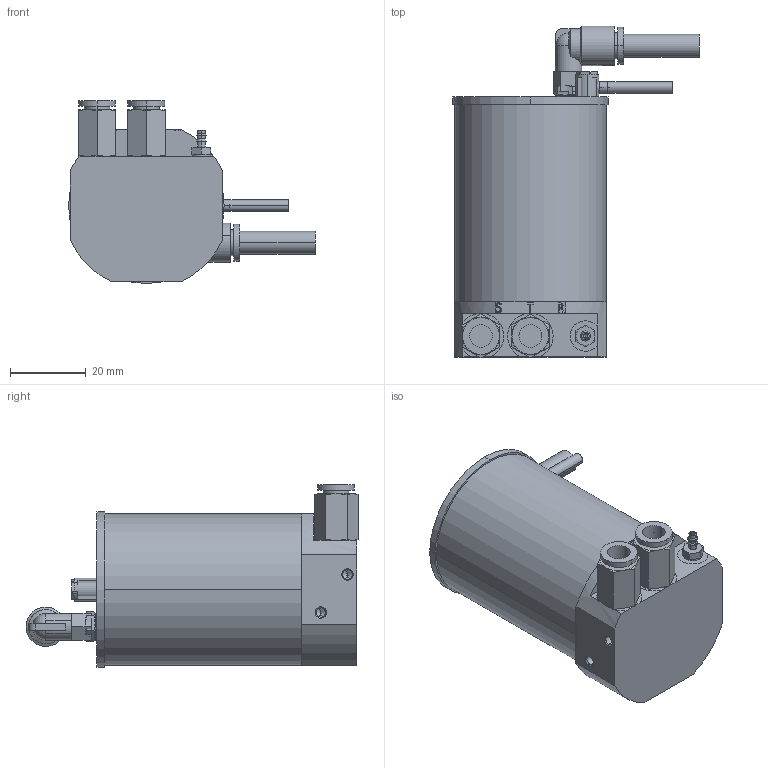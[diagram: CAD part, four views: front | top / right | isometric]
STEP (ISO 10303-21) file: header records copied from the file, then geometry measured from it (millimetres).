
FILE_DESCRIPTION(/* description */ ('VariCAD 2021-2.05 AP-203'),/* implementation_level */ '2;1');
FILE_NAME(/* name */ 'Bauraummodell_Braeker-Hydrauliktank_mit_integriertem_Filter.stp',/* time_stamp */ '2021-07-11T08:10:50+01:00',/* author */ (''),/* organization */ (''),/* preprocessor_version */ 'VariCAD 2021-2.05',/* originating_system */ 'VariCAD 2021-2.05; kernel version (20180118)',/* authorisation */ '');
FILE_SCHEMA(('CONFIG_CONTROL_DESIGN'));
Length unit declared in the file: millimetre
Products named in the file (11): Bauraummodell_Braeker-Hydrauliktank_mit_integriertem_Filter; gerade_Steckverschraubung; Schalldämpfer; Tankfuß; Stopfen; gerade Einschraubverbindung; Einschraubwinkel; Winkel Steckverschraubung
Assembly tree (10 placements, depth 2):
  Bauraummodell_Braeker-Hydrauliktank_mit_integriertem_Filter
    (unnamed)
    (unnamed)
    gerade_Steckverschraubung
    Schalldämpfer
    Tankfuß
    Stopfen
    gerade Einschraubverbindung
    gerade_Steckverschraubung
    Einschraubwinkel
    Winkel Steckverschraubung
Bounding box: 65.05 x 87.47 x 48.2 mm (x, y, z)
Volume: 89868.9 mm3; surface area: 17684.4 mm2
Topology: 10 solids, 10 shells, 457 faces, 1066 edges, 646 vertices
Faces by surface type: plane 164, cylinder 149, cone 126, extrusion 8, torus 8, sphere 2
Entity records: 14414 total; most frequent: CARTESIAN_POINT 3516, DIRECTION 2278, ORIENTED_EDGE 2068, EDGE_CURVE 1034, AXIS2_PLACEMENT_3D 904, VERTEX_POINT 642, EDGE_LOOP 506, VECTOR 470
